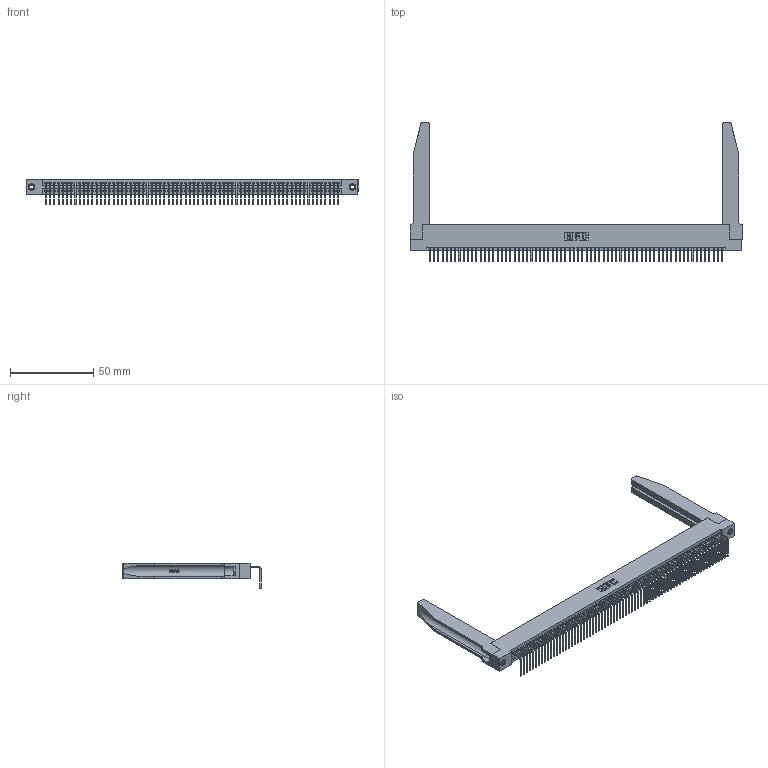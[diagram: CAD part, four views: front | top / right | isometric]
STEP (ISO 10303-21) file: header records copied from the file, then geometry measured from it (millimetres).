
FILE_DESCRIPTION (( 'STEP AP203' ), '1' );
FILE_NAME ('345-070-558-178.STEP', '2019-10-11T00:14:11', ( '' ), ( '' ), 'SwSTEP 2.0', 'SolidWorks 2016', '' );
FILE_SCHEMA (( 'CONFIG_CONTROL_DESIGN' ));
Length unit declared in the file: inch
Products named in the file (5): 345 Part_Flush Mounting Lugs - 0.156 Dia-TH; 345-292-001_558 Tail - 2; 345-250-001_345-250-001-102; 345-220-078_345-220-078; 345-070-558-178
Assembly tree (75 placements, depth 2):
  345-070-558-178
    345 Part_Flush Mounting Lugs - 0.156 Dia-TH
    345-292-001_558 Tail - 2  x70
    345-250-001_345-250-001-102  x2
    345-220-078_345-220-078  x2
Bounding box: 199.03 x 82.79 x 15.37 mm (x, y, z)
Volume: 27137.6 mm3; surface area: 34333.7 mm2
Topology: 75 solids, 75 shells, 4560 faces, 13689 edges, 9022 vertices
Faces by surface type: plane 3162, cylinder 1346, bspline 36, cone 12, torus 4
Entity records: 53738 total; most frequent: CARTESIAN_POINT 10205, ORIENTED_EDGE 9106, DIRECTION 7879, EDGE_CURVE 4553, LINE 4047, VECTOR 4047, VERTEX_POINT 3028, AXIS2_PLACEMENT_3D 1916
